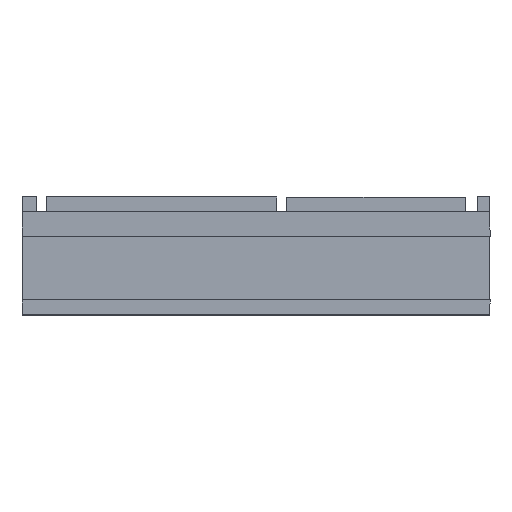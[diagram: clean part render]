
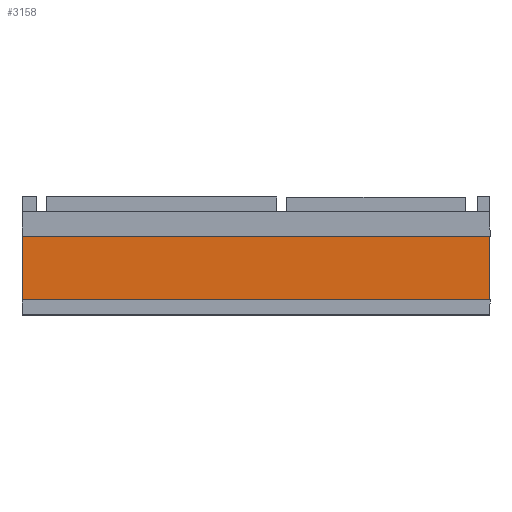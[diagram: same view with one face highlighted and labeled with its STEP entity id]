
A CAD part, top view. The second image highlights one B-rep face of the part: STEP entity #3158.
In plain terms, the highlighted planar face has unit normal (0, 0, 1).
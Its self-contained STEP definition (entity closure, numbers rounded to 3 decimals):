
#14 = CARTESIAN_POINT ( 'NONE',  ( -210.376, 15.85, 498.725 ) ) ;
#99 = VERTEX_POINT ( 'NONE', #7210 ) ;
#168 = AXIS2_PLACEMENT_3D ( 'NONE', #6689, #3361, #1682 ) ;
#219 = CARTESIAN_POINT ( 'NONE',  ( -179.74, 15.913, 498.725 ) ) ;
#220 = DIRECTION ( 'NONE',  ( 0., -1., 0. ) ) ;
#282 = ORIENTED_EDGE ( 'NONE', *, *, #4073, .T. ) ;
#329 = ORIENTED_EDGE ( 'NONE', *, *, #2507, .T. ) ;
#383 = CARTESIAN_POINT ( 'NONE',  ( -122.748, 3., 498.725 ) ) ;
#483 = CARTESIAN_POINT ( 'NONE',  ( -180.755, 15.919, 498.725 ) ) ;
#515 = PLANE ( 'NONE',  #168 ) ;
#522 = CARTESIAN_POINT ( 'NONE',  ( -210.998, 16., 498.725 ) ) ;
#588 = DIRECTION ( 'NONE',  ( 0., -1., 0. ) ) ;
#655 = CARTESIAN_POINT ( 'NONE',  ( -122.748, 16., 498.725 ) ) ;
#796 = VERTEX_POINT ( 'NONE', #5308 ) ;
#840 = EDGE_CURVE ( 'NONE', #796, #5552, #1443, .T. ) ;
#933 = CARTESIAN_POINT ( 'NONE',  ( -122.748, 16., 498.725 ) ) ;
#1261 = EDGE_CURVE ( 'NONE', #7007, #4451, #2618, .T. ) ;
#1407 = CARTESIAN_POINT ( 'NONE',  ( -122.748, 16., 498.725 ) ) ;
#1411 = CARTESIAN_POINT ( 'NONE',  ( -209.991, 15.85, 498.725 ) ) ;
#1443 = LINE ( 'NONE', #1407, #3142 ) ;
#1513 = VERTEX_POINT ( 'NONE', #4892 ) ;
#1551 = CARTESIAN_POINT ( 'NONE',  ( -122.748, 3., 498.725 ) ) ;
#1616 = CARTESIAN_POINT ( 'NONE',  ( -210.505, 15.865, 498.725 ) ) ;
#1673 = LINE ( 'NONE', #933, #5977 ) ;
#1682 = DIRECTION ( 'NONE',  ( -1., 0., 0. ) ) ;
#1925 = CARTESIAN_POINT ( 'NONE',  ( -179.991, 15.85, 498.725 ) ) ;
#1987 = VECTOR ( 'NONE', #3905, 1000. ) ;
#2020 = LINE ( 'NONE', #383, #4695 ) ;
#2224 = FACE_OUTER_BOUND ( 'NONE', #4979, .T. ) ;
#2257 = CARTESIAN_POINT ( 'NONE',  ( -209.498, 16., 498.725 ) ) ;
#2304 = ORIENTED_EDGE ( 'NONE', *, *, #840, .T. ) ;
#2370 = ORIENTED_EDGE ( 'NONE', *, *, #3269, .F. ) ;
#2413 = EDGE_CURVE ( 'NONE', #1513, #4201, #5805, .T. ) ;
#2479 = B_SPLINE_CURVE_WITH_KNOTS ( 'NONE', 3,
 ( #4350, #6585, #483, #3290, #2702, #4921 ),
 .UNSPECIFIED., .F., .F.,
 ( 4, 2, 4 ),
 ( 0.004, 0.004, 0.004 ),
 .UNSPECIFIED. ) ;
#2507 = EDGE_CURVE ( 'NONE', #99, #4201, #1673, .T. ) ;
#2618 = LINE ( 'NONE', #655, #1987 ) ;
#2623 = VERTEX_POINT ( 'NONE', #5158 ) ;
#2651 = CARTESIAN_POINT ( 'NONE',  ( -218.248, 16., 498.725 ) ) ;
#2656 = ORIENTED_EDGE ( 'NONE', *, *, #2413, .F. ) ;
#2668 = CARTESIAN_POINT ( 'NONE',  ( -210.755, 15.919, 498.725 ) ) ;
#2702 = CARTESIAN_POINT ( 'NONE',  ( -180.376, 15.85, 498.725 ) ) ;
#2755 = DIRECTION ( 'NONE',  ( -1., 0., 0. ) ) ;
#2901 = EDGE_CURVE ( 'NONE', #3373, #2623, #2020, .T. ) ;
#3013 = VERTEX_POINT ( 'NONE', #3965 ) ;
#3017 = CARTESIAN_POINT ( 'NONE',  ( -209.498, 16., 498.725 ) ) ;
#3134 = ORIENTED_EDGE ( 'NONE', *, *, #4898, .F. ) ;
#3142 = VECTOR ( 'NONE', #7111, 1000. ) ;
#3158 = ADVANCED_FACE ( 'NONE', ( #2224 ), #515, .F. ) ;
#3269 = EDGE_CURVE ( 'NONE', #796, #3373, #5206, .T. ) ;
#3290 = CARTESIAN_POINT ( 'NONE',  ( -180.505, 15.865, 498.725 ) ) ;
#3361 = DIRECTION ( 'NONE',  ( 0., 0., -1. ) ) ;
#3373 = VERTEX_POINT ( 'NONE', #1551 ) ;
#3395 = ORIENTED_EDGE ( 'NONE', *, *, #2901, .F. ) ;
#3476 = B_SPLINE_CURVE_WITH_KNOTS ( 'NONE', 3,
 ( #6345, #1925, #219, #5718 ),
 .UNSPECIFIED., .F., .F.,
 ( 4, 4 ),
 ( 0.004, 0.005 ),
 .UNSPECIFIED. ) ;
#3641 = CARTESIAN_POINT ( 'NONE',  ( -209.74, 15.913, 498.725 ) ) ;
#3851 = ORIENTED_EDGE ( 'NONE', *, *, #1261, .T. ) ;
#3905 = DIRECTION ( 'NONE',  ( -1., 0., 0. ) ) ;
#3965 = CARTESIAN_POINT ( 'NONE',  ( -180.248, 15.85, 498.725 ) ) ;
#4073 = EDGE_CURVE ( 'NONE', #4451, #2623, #6129, .T. ) ;
#4201 = VERTEX_POINT ( 'NONE', #2257 ) ;
#4291 = EDGE_CURVE ( 'NONE', #3013, #5552, #3476, .T. ) ;
#4350 = CARTESIAN_POINT ( 'NONE',  ( -180.998, 16., 498.725 ) ) ;
#4451 = VERTEX_POINT ( 'NONE', #2651 ) ;
#4695 = VECTOR ( 'NONE', #2755, 1000. ) ;
#4881 = CARTESIAN_POINT ( 'NONE',  ( -179.498, 16., 498.725 ) ) ;
#4887 = CARTESIAN_POINT ( 'NONE',  ( -210.248, 15.85, 498.725 ) ) ;
#4892 = CARTESIAN_POINT ( 'NONE',  ( -210.248, 15.85, 498.725 ) ) ;
#4898 = EDGE_CURVE ( 'NONE', #7007, #1513, #5820, .T. ) ;
#4921 = CARTESIAN_POINT ( 'NONE',  ( -180.248, 15.85, 498.725 ) ) ;
#4979 = EDGE_LOOP ( 'NONE', ( #3851, #282, #3395, #2370, #2304, #5912, #7044, #329, #2656, #3134 ) ) ;
#5158 = CARTESIAN_POINT ( 'NONE',  ( -218.248, 3., 498.725 ) ) ;
#5206 = LINE ( 'NONE', #5719, #5515 ) ;
#5308 = CARTESIAN_POINT ( 'NONE',  ( -122.748, 16., 498.725 ) ) ;
#5515 = VECTOR ( 'NONE', #220, 1000. ) ;
#5552 = VERTEX_POINT ( 'NONE', #4881 ) ;
#5686 = CARTESIAN_POINT ( 'NONE',  ( -218.248, 25.794, 498.725 ) ) ;
#5718 = CARTESIAN_POINT ( 'NONE',  ( -179.498, 16., 498.725 ) ) ;
#5719 = CARTESIAN_POINT ( 'NONE',  ( -122.748, 25.794, 498.725 ) ) ;
#5791 = CARTESIAN_POINT ( 'NONE',  ( -210.248, 15.85, 498.725 ) ) ;
#5805 = B_SPLINE_CURVE_WITH_KNOTS ( 'NONE', 3,
 ( #5791, #1411, #3641, #3017 ),
 .UNSPECIFIED., .F., .F.,
 ( 4, 4 ),
 ( 0.004, 0.005 ),
 .UNSPECIFIED. ) ;
#5820 = B_SPLINE_CURVE_WITH_KNOTS ( 'NONE', 3,
 ( #522, #7170, #2668, #1616, #14, #4887 ),
 .UNSPECIFIED., .F., .F.,
 ( 4, 2, 4 ),
 ( 0.004, 0.004, 0.004 ),
 .UNSPECIFIED. ) ;
#5912 = ORIENTED_EDGE ( 'NONE', *, *, #4291, .F. ) ;
#5977 = VECTOR ( 'NONE', #6046, 1000. ) ;
#6046 = DIRECTION ( 'NONE',  ( -1., 0., 0. ) ) ;
#6129 = LINE ( 'NONE', #5686, #6234 ) ;
#6234 = VECTOR ( 'NONE', #588, 1000. ) ;
#6345 = CARTESIAN_POINT ( 'NONE',  ( -180.248, 15.85, 498.725 ) ) ;
#6576 = CARTESIAN_POINT ( 'NONE',  ( -210.998, 16., 498.725 ) ) ;
#6585 = CARTESIAN_POINT ( 'NONE',  ( -180.877, 15.956, 498.725 ) ) ;
#6665 = EDGE_CURVE ( 'NONE', #99, #3013, #2479, .T. ) ;
#6689 = CARTESIAN_POINT ( 'NONE',  ( -122.748, 16., 498.725 ) ) ;
#7007 = VERTEX_POINT ( 'NONE', #6576 ) ;
#7044 = ORIENTED_EDGE ( 'NONE', *, *, #6665, .F. ) ;
#7111 = DIRECTION ( 'NONE',  ( -1., 0., 0. ) ) ;
#7170 = CARTESIAN_POINT ( 'NONE',  ( -210.877, 15.956, 498.725 ) ) ;
#7210 = CARTESIAN_POINT ( 'NONE',  ( -180.998, 16., 498.725 ) ) ;
